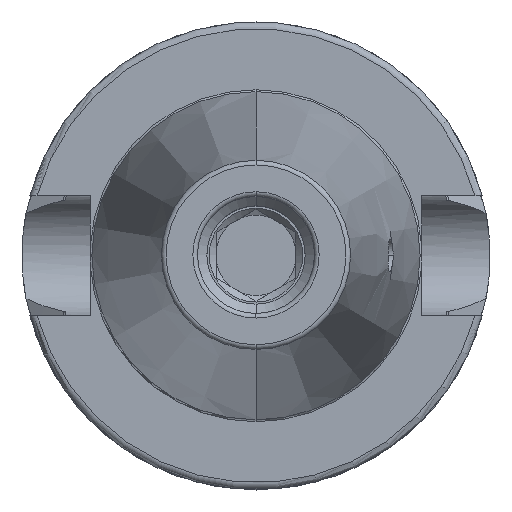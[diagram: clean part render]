
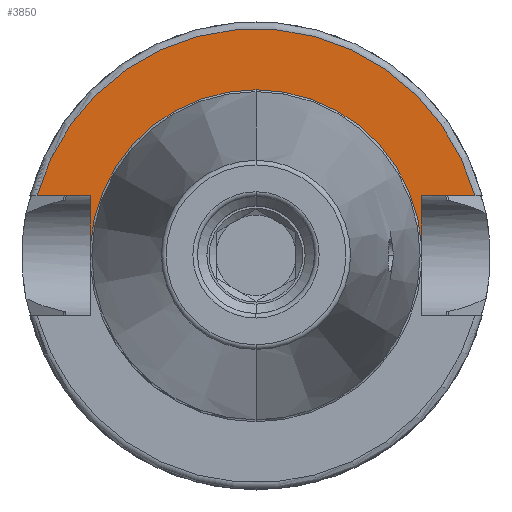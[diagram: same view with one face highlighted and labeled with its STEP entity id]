
A CAD part, top view. The second image highlights one B-rep face of the part: STEP entity #3850.
In plain terms, the highlighted planar face has unit normal (0, 0, 1).
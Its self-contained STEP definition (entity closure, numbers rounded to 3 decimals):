
#576=CARTESIAN_POINT('',(0,0,35));
#577=DIRECTION('',(0,0,-1));
#578=DIRECTION('',(0,1,0));
#579=AXIS2_PLACEMENT_3D('',#576,#577,#578);
#896=DIRECTION('',(1,0,0));
#897=VECTOR('',#896,11.367);
#898=CARTESIAN_POINT('',(-46.767,12.85,35));
#899=LINE('',#898,#897);
#900=DIRECTION('',(-1,0,0));
#901=VECTOR('',#900,11.367);
#902=CARTESIAN_POINT('',(46.767,12.85,35));
#903=LINE('',#902,#901);
#904=DIRECTION('',(0,-1,0));
#905=VECTOR('',#904,10.609);
#906=CARTESIAN_POINT('',(35.4,12.85,35));
#907=LINE('',#906,#905);
#908=DIRECTION('',(0,1,0));
#909=VECTOR('',#908,10.609);
#910=CARTESIAN_POINT('',(-35.4,2.241,35));
#911=LINE('',#910,#909);
#918=CARTESIAN_POINT('',(0,0,35));
#919=DIRECTION('',(0,0,1));
#920=DIRECTION('',(0,1,0));
#921=AXIS2_PLACEMENT_3D('',#918,#919,#920);
#989=CARTESIAN_POINT('',(0,0,35));
#990=DIRECTION('',(0,0,1));
#991=DIRECTION('',(0.964,0.265,0));
#992=AXIS2_PLACEMENT_3D('',#989,#990,#991);
#2457=CARTESIAN_POINT('',(-46.767,12.85,35));
#2458=CARTESIAN_POINT('',(-35.4,12.85,35));
#2459=VERTEX_POINT('',#2457);
#2460=VERTEX_POINT('',#2458);
#2461=CARTESIAN_POINT('',(35.4,12.85,35));
#2462=CARTESIAN_POINT('',(35.4,2.241,35));
#2463=VERTEX_POINT('',#2461);
#2464=VERTEX_POINT('',#2462);
#2469=CARTESIAN_POINT('',(46.767,12.85,35));
#2470=VERTEX_POINT('',#2469);
#2515=CARTESIAN_POINT('',(0,35.471,35));
#2517=VERTEX_POINT('',#2515);
#2527=CARTESIAN_POINT('',(-35.4,2.241,35));
#2528=VERTEX_POINT('',#2527);
#3833=CARTESIAN_POINT('',(0,0,35));
#3834=DIRECTION('',(0,0,-1));
#3835=DIRECTION('',(0,-1,0));
#3836=AXIS2_PLACEMENT_3D('',#3833,#3834,#3835);
#3837=PLANE('',#3836);
#3838=ORIENTED_EDGE('',*,*,#3762,.F.);
#3840=ORIENTED_EDGE('',*,*,#3839,.F.);
#3842=ORIENTED_EDGE('',*,*,#3841,.T.);
#3843=ORIENTED_EDGE('',*,*,#3536,.T.);
#3844=ORIENTED_EDGE('',*,*,#3519,.F.);
#3846=ORIENTED_EDGE('',*,*,#3845,.T.);
#3847=ORIENTED_EDGE('',*,*,#3736,.T.);
#3848=EDGE_LOOP('',(#3838,#3840,#3842,#3843,#3844,#3846,#3847));
#3849=FACE_OUTER_BOUND('',#3848,.F.);
#3850=ADVANCED_FACE('',(#3849),#3837,.F.);
#580=CIRCLE('',#579,35.471);
#922=CIRCLE('',#921,35.471);
#993=CIRCLE('',#992,48.5);
#3519=EDGE_CURVE('',#2517,#2464,#580,.T.);
#3536=EDGE_CURVE('',#2463,#2464,#907,.T.);
#3736=EDGE_CURVE('',#2528,#2460,#911,.T.);
#3762=EDGE_CURVE('',#2459,#2460,#899,.T.);
#3839=EDGE_CURVE('',#2470,#2459,#993,.T.);
#3841=EDGE_CURVE('',#2470,#2463,#903,.T.);
#3845=EDGE_CURVE('',#2517,#2528,#922,.T.);
